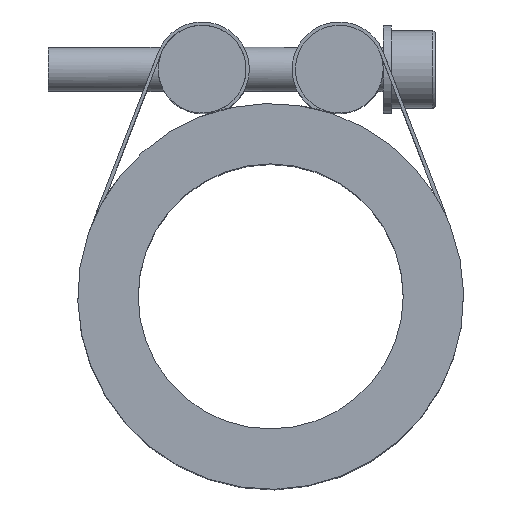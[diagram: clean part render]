
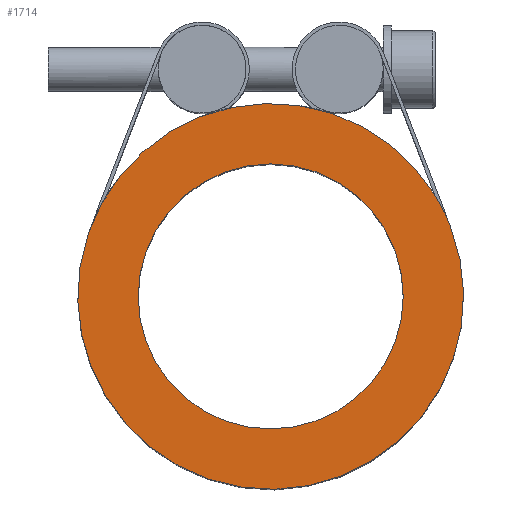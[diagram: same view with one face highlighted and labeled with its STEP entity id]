
A CAD part, top view. The second image highlights one B-rep face of the part: STEP entity #1714.
In plain terms, the highlighted planar face has unit normal (0, 0, 1).
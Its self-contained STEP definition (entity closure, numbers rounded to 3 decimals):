
#352=PLANE($,#1865);
#464=FACE_BOUND($,#643,.T.);
#465=FACE_BOUND($,#644,.T.);
#643=EDGE_LOOP($,(#1413));
#644=EDGE_LOOP($,(#1414));
#738=CIRCLE($,#1860,35.15);
#740=CIRCLE($,#1863,24.15);
#890=VERTEX_POINT($,#3016);
#892=VERTEX_POINT($,#3021);
#1078=EDGE_CURVE($,#890,#890,#738,.T.);
#1080=EDGE_CURVE($,#892,#892,#740,.T.);
#1413=ORIENTED_EDGE($,*,*,#1080,.T.);
#1414=ORIENTED_EDGE($,*,*,#1078,.F.);
#1714=ADVANCED_FACE($,(#464,#465),#352,.T.);
#1860=AXIS2_PLACEMENT_3D($,#3017,#2222,#2223);
#1863=AXIS2_PLACEMENT_3D($,#3022,#2228,#2229);
#1865=AXIS2_PLACEMENT_3D($,#3024,#2232,#2233);
#2222=DIRECTION('center_axis',(0.,0.,-1.));
#2223=DIRECTION('ref_axis',(1.,0.,0.));
#2228=DIRECTION('center_axis',(0.,0.,-1.));
#2229=DIRECTION('ref_axis',(-1.,0.,0.));
#2232=DIRECTION('center_axis',(0.,0.,1.));
#2233=DIRECTION('ref_axis',(1.,0.,0.));
#3016=CARTESIAN_POINT('',(29.915,18.456,37.5));
#3017=CARTESIAN_POINT('Origin',(0.,0.,37.5));
#3021=CARTESIAN_POINT('',(24.15,0.,37.5));
#3022=CARTESIAN_POINT('Origin',(0.,0.,37.5));
#3024=CARTESIAN_POINT('Origin',(0.,1.745,
37.5));
